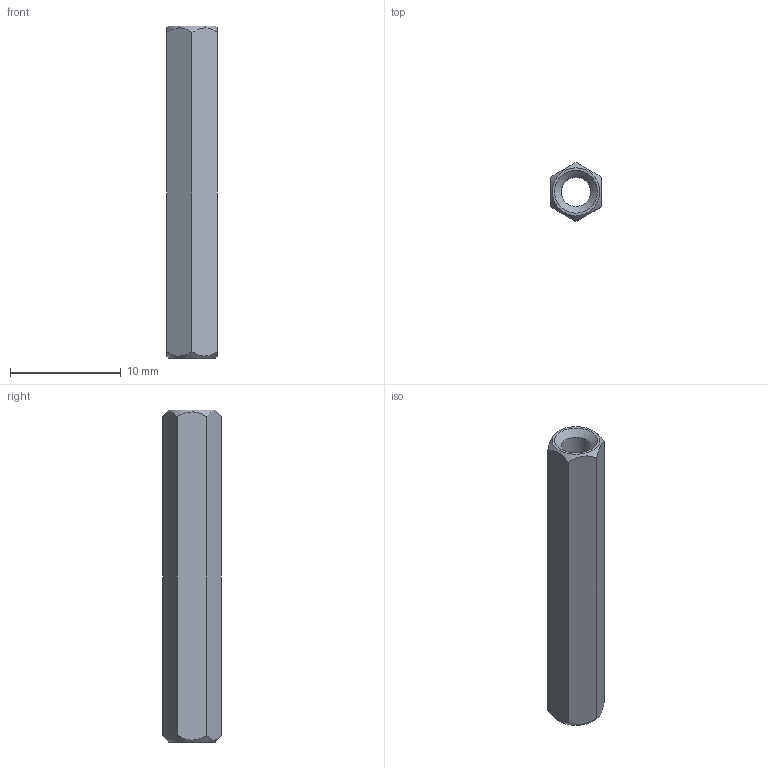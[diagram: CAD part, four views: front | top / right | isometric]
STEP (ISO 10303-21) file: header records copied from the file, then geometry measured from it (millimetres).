
FILE_DESCRIPTION(/* description */ (''),/* implementation_level */ '2;1');
FILE_NAME(/* name */ 'Spacer_M3_30mm v2.step',/* time_stamp */ '2023-11-28T20:04:07+02:00',/* author */ (''),/* organization */ (''),/* preprocessor_version */ 'ST-DEVELOPER v20',/* originating_system */ 'Autodesk Translation Framework v12.14.0.127',/* authorisation */ '');
FILE_SCHEMA (('AUTOMOTIVE_DESIGN { 1 0 10303 214 3 1 1 }'));
Length unit declared in the file: millimetre
Products named in the file (1): Spacer_M3_30mm
Bounding box: 4.6 x 5.31 x 30 mm (x, y, z)
Volume: 376.8 mm3; surface area: 744.3 mm2
Topology: 1 solids, 1 shells, 13 faces, 29 edges, 18 vertices
Faces by surface type: plane 8, cone 4, cylinder 1
Full cylindrical faces by diameter (mm): 2.671 x1
Entity records: 389 total; most frequent: CARTESIAN_POINT 85, ORIENTED_EDGE 58, DIRECTION 51, EDGE_CURVE 29, AXIS2_PLACEMENT_3D 20, VERTEX_POINT 18, EDGE_LOOP 15, FACE_OUTER_BOUND 13
